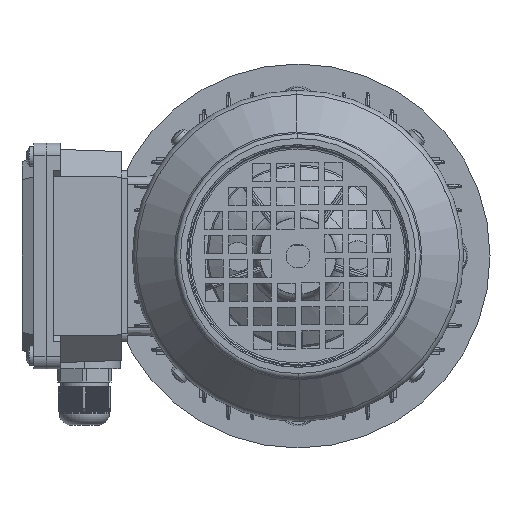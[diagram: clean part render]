
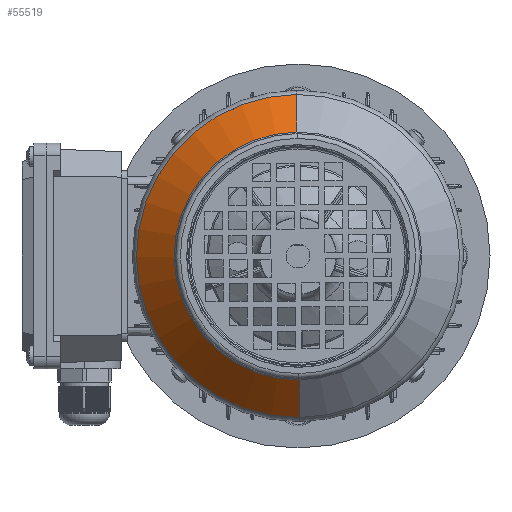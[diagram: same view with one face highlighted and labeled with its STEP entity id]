
A CAD part, left-side view. The second image highlights one B-rep face of the part: STEP entity #55519.
In plain terms, the highlighted conical face has half-angle 45 degrees and reference radius 51.586 mm.
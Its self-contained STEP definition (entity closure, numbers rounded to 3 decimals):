
#10545 = VERTEX_POINT ( 'NONE', #95990 ) ;
#10742 = VERTEX_POINT ( 'NONE', #96057 ) ;
#43085 = CARTESIAN_POINT ( 'NONE',  ( 53.713, 0., 67.287 ) ) ;
#43521 = DIRECTION ( 'NONE',  ( -0.707, 0., 0.707 ) ) ;
#43522 = VECTOR ( 'NONE', #43521, 1000. ) ;
#43525 = CARTESIAN_POINT ( 'NONE',  ( 69.414, 0., 51.586 ) ) ;
#43526 = LINE ( 'NONE', #43525, #43522 ) ;
#46386 = EDGE_CURVE ( 'NONE', #113069, #48164, #123032, .T. ) ;
#47597 = ORIENTED_EDGE ( 'NONE', *, *, #46386, .F. ) ;
#48162 = ORIENTED_EDGE ( 'NONE', *, *, #49453, .T. ) ;
#48164 = VERTEX_POINT ( 'NONE', #124894 ) ;
#49453 = EDGE_CURVE ( 'NONE', #10742, #48164, #74022, .T. ) ;
#49790 = EDGE_CURVE ( 'NONE', #10545, #10742, #75557, .T. ) ;
#54490 = ORIENTED_EDGE ( 'NONE', *, *, #49790, .T. ) ;
#55169 = EDGE_LOOP ( 'NONE', ( #54490, #48162, #47597, #122423 ) ) ;
#55519 = ADVANCED_FACE ( 'NONE', ( #100010 ), #100008, .T. ) ;
#74018 = DIRECTION ( 'NONE',  ( -0.707, 0., -0.707 ) ) ;
#74020 = VECTOR ( 'NONE', #74018, 1000. ) ;
#74021 = CARTESIAN_POINT ( 'NONE',  ( 69.414, 0., -51.586 ) ) ;
#74022 = LINE ( 'NONE', #74021, #74020 ) ;
#75553 = DIRECTION ( 'NONE',  ( 0., 0., 1. ) ) ;
#75554 = DIRECTION ( 'NONE',  ( -1., 0., 0. ) ) ;
#75555 = AXIS2_PLACEMENT_3D ( 'NONE', #75581, #75554, #75553 ) ;
#75557 = CIRCLE ( 'NONE', #75555, 51.586 ) ;
#75581 = CARTESIAN_POINT ( 'NONE',  ( 69.414, 0., 0. ) ) ;
#95990 = CARTESIAN_POINT ( 'NONE',  ( 69.414, 0., 51.586 ) ) ;
#96057 = CARTESIAN_POINT ( 'NONE',  ( 69.414, 0., -51.586 ) ) ;
#100005 = DIRECTION ( 'NONE',  ( 0., 0., 1. ) ) ;
#100006 = DIRECTION ( 'NONE',  ( -1., 0., 0. ) ) ;
#100007 = AXIS2_PLACEMENT_3D ( 'NONE', #100009, #100006, #100005 ) ;
#100008 = CONICAL_SURFACE ( 'NONE', #100007, 51.586, 0.785 ) ;
#100009 = CARTESIAN_POINT ( 'NONE',  ( 69.414, 0., 0. ) ) ;
#100010 = FACE_OUTER_BOUND ( 'NONE', #55169, .T. ) ;
#113069 = VERTEX_POINT ( 'NONE', #43085 ) ;
#121667 = EDGE_CURVE ( 'NONE', #10545, #113069, #43526, .T. ) ;
#122423 = ORIENTED_EDGE ( 'NONE', *, *, #121667, .F. ) ;
#123028 = DIRECTION ( 'NONE',  ( 0., 0., 1. ) ) ;
#123029 = DIRECTION ( 'NONE',  ( -1., 0., 0. ) ) ;
#123030 = CARTESIAN_POINT ( 'NONE',  ( 53.713, 0., 0. ) ) ;
#123031 = AXIS2_PLACEMENT_3D ( 'NONE', #123030, #123029, #123028 ) ;
#123032 = CIRCLE ( 'NONE', #123031, 67.287 ) ;
#124894 = CARTESIAN_POINT ( 'NONE',  ( 53.713, 0., -67.287 ) ) ;
